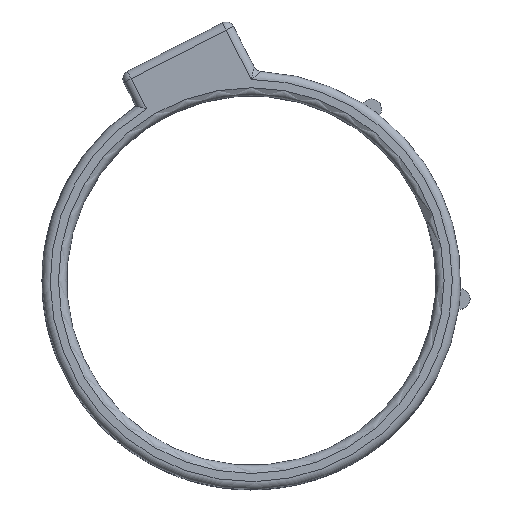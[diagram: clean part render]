
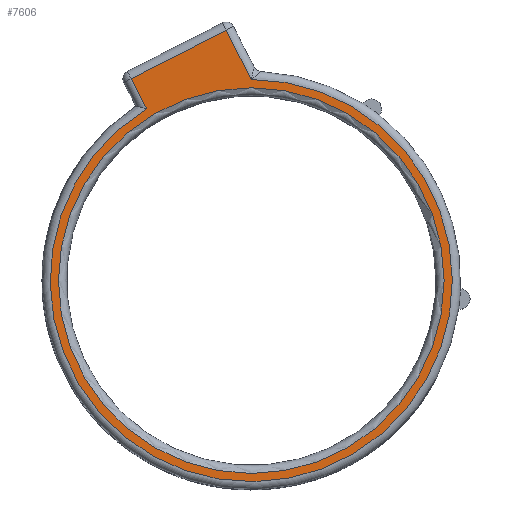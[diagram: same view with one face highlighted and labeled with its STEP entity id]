
A CAD part, top view. The second image highlights one B-rep face of the part: STEP entity #7606.
In plain terms, the highlighted planar face has unit normal (0, 0, 1).
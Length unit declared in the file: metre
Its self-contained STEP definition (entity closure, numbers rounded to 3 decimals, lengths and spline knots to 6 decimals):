
#895=CIRCLE('',#8214,0.0235);
#896=CIRCLE('',#8215,0.0245);
#1416=ORIENTED_EDGE('',*,*,#3782,.T.);
#1417=ORIENTED_EDGE('',*,*,#3783,.T.);
#1418=ORIENTED_EDGE('',*,*,#3784,.T.);
#1419=ORIENTED_EDGE('',*,*,#3785,.T.);
#1420=ORIENTED_EDGE('',*,*,#3786,.T.);
#3782=EDGE_CURVE('',#4964,#4964,#895,.F.);
#3783=EDGE_CURVE('',#4965,#4966,#5485,.T.);
#3784=EDGE_CURVE('',#4966,#4967,#5486,.T.);
#3785=EDGE_CURVE('',#4967,#4968,#5487,.F.);
#3786=EDGE_CURVE('',#4968,#4965,#896,.T.);
#4964=VERTEX_POINT('',#11500);
#4965=VERTEX_POINT('',#11502);
#4966=VERTEX_POINT('',#11503);
#4967=VERTEX_POINT('',#11505);
#4968=VERTEX_POINT('',#11507);
#5485=LINE('',#11501,#5997);
#5486=LINE('',#11504,#5998);
#5487=LINE('',#11506,#5999);
#5997=VECTOR('',#9021,1.);
#5998=VECTOR('',#9022,1.);
#5999=VECTOR('',#9023,1.);
#6474=EDGE_LOOP('',(#1416));
#6475=EDGE_LOOP('',(#1417,#1418,#1419,#1420));
#6971=FACE_BOUND('',#6474,.T.);
#6972=FACE_BOUND('',#6475,.T.);
#7423=PLANE('',#8213);
#7606=ADVANCED_FACE('',(#6971,#6972),#7423,.T.);
#8213=AXIS2_PLACEMENT_3D('',#11498,#9017,#9018);
#8214=AXIS2_PLACEMENT_3D('',#11499,#9019,#9020);
#8215=AXIS2_PLACEMENT_3D('',#11508,#9024,#9025);
#9017=DIRECTION('',(0.,0.,1.));
#9018=DIRECTION('',(1.,0.,0.));
#9019=DIRECTION('',(0.,0.,1.));
#9020=DIRECTION('',(1.,0.,0.));
#9021=DIRECTION('',(-0.454,0.891,0.));
#9022=DIRECTION('',(-0.891,-0.454,0.));
#9023=DIRECTION('',(-0.454,0.891,0.));
#9024=DIRECTION('',(0.,0.,1.));
#9025=DIRECTION('',(1.,0.,0.));
#11498=CARTESIAN_POINT('',(0.,0.,0.006));
#11499=CARTESIAN_POINT('',(0.,0.,0.006));
#11500=CARTESIAN_POINT('',(0.0235,0.,0.006));
#11501=CARTESIAN_POINT('',(-0.003518,0.031405,0.006));
#11502=CARTESIAN_POINT('',(0.,0.0245,0.006));
#11503=CARTESIAN_POINT('',(-0.003064,0.030514,0.006));
#11504=CARTESIAN_POINT('',(-0.015539,0.024158,0.006));
#11505=CARTESIAN_POINT('',(-0.014648,0.024612,0.006));
#11506=CARTESIAN_POINT('',(-0.013175,0.021723,0.006));
#11507=CARTESIAN_POINT('',(-0.012763,0.020913,0.006));
#11508=CARTESIAN_POINT('',(0.,0.,0.006));
